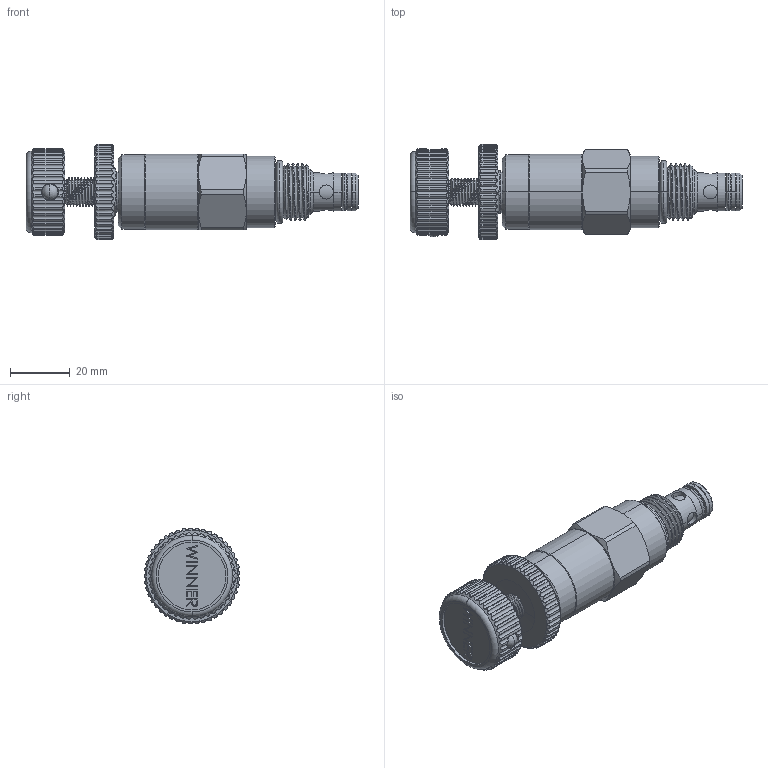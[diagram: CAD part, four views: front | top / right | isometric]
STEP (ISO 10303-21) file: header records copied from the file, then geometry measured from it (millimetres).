
FILE_DESCRIPTION (( 'STEP AP203' ), '1' );
FILE_NAME ('RD08W2A-K.STEP', '2021-07-27T06:06:49', ( '' ), ( '' ), 'SwSTEP 2.0', 'SolidWorks 2018', '' );
FILE_SCHEMA (( 'CONFIG_CONTROL_DESIGN' ));
Length unit declared in the file: millimetre
Products named in the file (1): RD08W2A-K
Bounding box: 111.4 x 32.18 x 32.2 mm (x, y, z)
Volume: 45286.7 mm3; surface area: 12755 mm2
Topology: 3 solids, 3 shells, 494 faces, 1334 edges, 870 vertices
Faces by surface type: cylinder 315, plane 106, cone 48, torus 12, bspline 11, sphere 2
Entity records: 25655 total; most frequent: CARTESIAN_POINT 13771, ORIENTED_EDGE 2668, DIRECTION 2235, EDGE_CURVE 1334, VERTEX_POINT 870, AXIS2_PLACEMENT_3D 836, LINE 563, VECTOR 563
